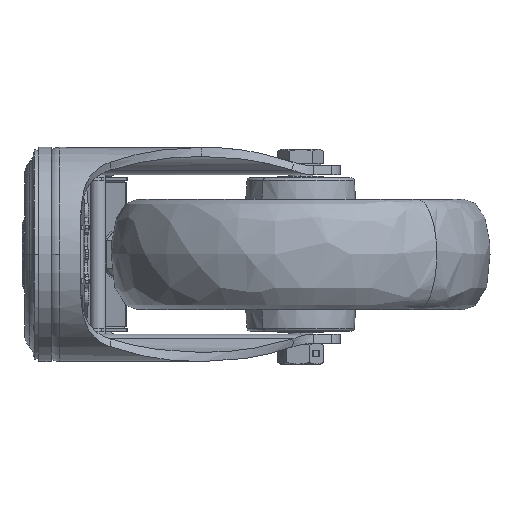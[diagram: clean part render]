
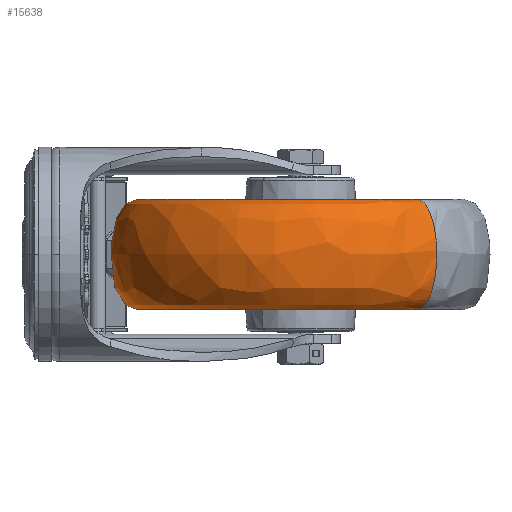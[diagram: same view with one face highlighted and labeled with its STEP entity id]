
A CAD part, left-side view. The second image highlights one B-rep face of the part: STEP entity #15638.
In plain terms, the highlighted free-form (B-spline) face has degree [3, 3] with [4, 4] control points.
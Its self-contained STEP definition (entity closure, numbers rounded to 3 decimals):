
#1411 = CARTESIAN_POINT ( 'NONE',  ( 1.536, 22.277, 18. ) ) ;
#1996 = CARTESIAN_POINT ( 'NONE',  ( 2.382, -129.041, 18. ) ) ;
#2286 = CARTESIAN_POINT ( 'NONE',  ( -73.7, -53.805, -18. ) ) ;
#4633 = DIRECTION ( 'NONE',  ( 0., 0., 1. ) ) ;
#7460 = CIRCLE ( 'NONE', #10365, 53.5 ) ;
#9191 = CARTESIAN_POINT ( 'NONE',  ( 77.618, -52.959, -18. ) ) ;
#9287 = CIRCLE ( 'NONE', #53709, 53.5 ) ;
#10365 = AXIS2_PLACEMENT_3D ( 'NONE', #35204, #53670, #44329 ) ;
#10464 = CARTESIAN_POINT ( 'NONE',  ( -10.275, -141.84, -18. ) ) ;
#11618 = ORIENTED_EDGE ( 'NONE', *, *, #22678, .F. ) ;
#11635 = CARTESIAN_POINT ( 'NONE',  ( 77.618, -52.959, -18. ) ) ;
#13741 = EDGE_LOOP ( 'NONE', ( #11618, #46751, #19756, #44970 ) ) ;
#15233 = CARTESIAN_POINT ( 'NONE',  ( 2.382, -129.041, 18. ) ) ;
#15468 = VERTEX_POINT ( 'NONE', #36885 ) ;
#15638 = ADVANCED_FACE ( 'NONE', ( #24587 ), #17697, .F. ) ;
#16114 = CARTESIAN_POINT ( 'NONE',  ( -11.405, 60.39, -18. ) ) ;
#17697 =( BOUNDED_SURFACE ( )  B_SPLINE_SURFACE ( 3, 3, ( 
 ( #11635, #43730, #2286, #20663 ),
 ( #30078, #16114, #48595, #10464 ),
 ( #34922, #44016, #29201, #39498 ),
 ( #28899, #1411, #19762, #15233 ) ),
 .UNSPECIFIED., .F., .F., .F. ) 
 B_SPLINE_SURFACE_WITH_KNOTS ( ( 4, 4 ),
 ( 4, 4 ),
 ( 0., 1. ),
 ( 0., 1. ),
 .UNSPECIFIED. ) 
 GEOMETRIC_REPRESENTATION_ITEM ( )  RATIONAL_B_SPLINE_SURFACE ( (
 ( 1., 0.333, 0.333, 1.),
 ( 0.333, 0.111, 0.111, 0.333),
 ( 0.333, 0.111, 0.111, 0.333),
 ( 1., 0.333, 0.333, 1.) ) ) 
 REPRESENTATION_ITEM ( '' )  SURFACE ( )  );
#19756 = ORIENTED_EDGE ( 'NONE', *, *, #32070, .T. ) ;
#19762 = CARTESIAN_POINT ( 'NONE',  ( -73.7, -53.805, 18. ) ) ;
#20663 = CARTESIAN_POINT ( 'NONE',  ( 2.382, -129.041, -18. ) ) ;
#22384 = CARTESIAN_POINT ( 'NONE',  ( 90.275, -40.16, -18. ) ) ;
#22678 = EDGE_CURVE ( 'NONE', #31947, #45798, #52223, .T. ) ;
#24587 = FACE_OUTER_BOUND ( 'NONE', #13741, .T. ) ;
#28137 = CARTESIAN_POINT ( 'NONE',  ( 77.618, -52.959, -18. ) ) ;
#28899 = CARTESIAN_POINT ( 'NONE',  ( 77.618, -52.959, 18. ) ) ;
#29201 = CARTESIAN_POINT ( 'NONE',  ( -111.955, -41.29, 18. ) ) ;
#30078 = CARTESIAN_POINT ( 'NONE',  ( 90.275, -40.16, -18. ) ) ;
#31947 = VERTEX_POINT ( 'NONE', #9191 ) ;
#32022 =( BOUNDED_CURVE ( )  B_SPLINE_CURVE ( 3, ( #51216, #38537, #52119, #56369 ),
 .UNSPECIFIED., .F., .F. ) 
 B_SPLINE_CURVE_WITH_KNOTS ( ( 4, 4 ),
 ( 0., 3.142 ),
 .UNSPECIFIED. ) 
 CURVE ( )  GEOMETRIC_REPRESENTATION_ITEM ( )  RATIONAL_B_SPLINE_CURVE ( ( 1., 0.333, 0.333, 1. ) ) 
 REPRESENTATION_ITEM ( '' )  );
#32070 = EDGE_CURVE ( 'NONE', #15468, #47060, #32022, .T. ) ;
#32660 = CARTESIAN_POINT ( 'NONE',  ( 90.275, -40.16, 18. ) ) ;
#34922 = CARTESIAN_POINT ( 'NONE',  ( 90.275, -40.16, 18. ) ) ;
#35204 = CARTESIAN_POINT ( 'NONE',  ( 40., -91., -18. ) ) ;
#36128 = EDGE_CURVE ( 'NONE', #45798, #47060, #9287, .T. ) ;
#36689 = CARTESIAN_POINT ( 'NONE',  ( 40., -91., 18. ) ) ;
#36885 = CARTESIAN_POINT ( 'NONE',  ( 2.382, -129.041, -18. ) ) ;
#38537 = CARTESIAN_POINT ( 'NONE',  ( -10.275, -141.84, -18. ) ) ;
#39498 = CARTESIAN_POINT ( 'NONE',  ( -10.275, -141.84, 18. ) ) ;
#40350 = DIRECTION ( 'NONE',  ( -0.703, -0.711, 0. ) ) ;
#40909 = CARTESIAN_POINT ( 'NONE',  ( 77.618, -52.959, 18. ) ) ;
#43730 = CARTESIAN_POINT ( 'NONE',  ( 1.536, 22.277, -18. ) ) ;
#44016 = CARTESIAN_POINT ( 'NONE',  ( -11.405, 60.39, 18. ) ) ;
#44329 = DIRECTION ( 'NONE',  ( -0.703, -0.711, 0. ) ) ;
#44970 = ORIENTED_EDGE ( 'NONE', *, *, #36128, .F. ) ;
#45798 = VERTEX_POINT ( 'NONE', #51937 ) ;
#46751 = ORIENTED_EDGE ( 'NONE', *, *, #58655, .T. ) ;
#47060 = VERTEX_POINT ( 'NONE', #1996 ) ;
#48595 = CARTESIAN_POINT ( 'NONE',  ( -111.955, -41.29, -18. ) ) ;
#51216 = CARTESIAN_POINT ( 'NONE',  ( 2.382, -129.041, -18. ) ) ;
#51937 = CARTESIAN_POINT ( 'NONE',  ( 77.618, -52.959, 18. ) ) ;
#52119 = CARTESIAN_POINT ( 'NONE',  ( -10.275, -141.84, 18. ) ) ;
#52223 =( BOUNDED_CURVE ( )  B_SPLINE_CURVE ( 3, ( #28137, #22384, #32660, #40909 ),
 .UNSPECIFIED., .F., .F. ) 
 B_SPLINE_CURVE_WITH_KNOTS ( ( 4, 4 ),
 ( 0., 3.142 ),
 .UNSPECIFIED. ) 
 CURVE ( )  GEOMETRIC_REPRESENTATION_ITEM ( )  RATIONAL_B_SPLINE_CURVE ( ( 1., 0.333, 0.333, 1. ) ) 
 REPRESENTATION_ITEM ( '' )  );
#53670 = DIRECTION ( 'NONE',  ( 0., 0., 1. ) ) ;
#53709 = AXIS2_PLACEMENT_3D ( 'NONE', #36689, #4633, #40350 ) ;
#56369 = CARTESIAN_POINT ( 'NONE',  ( 2.382, -129.041, 18. ) ) ;
#58655 = EDGE_CURVE ( 'NONE', #31947, #15468, #7460, .T. ) ;
